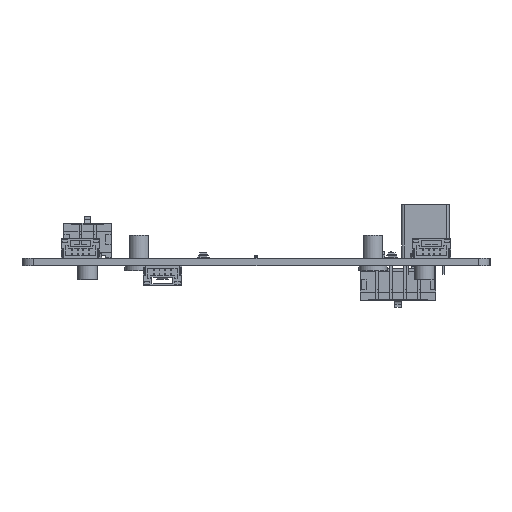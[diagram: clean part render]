
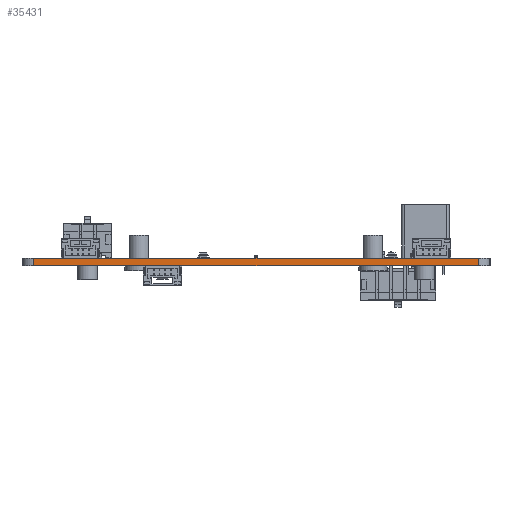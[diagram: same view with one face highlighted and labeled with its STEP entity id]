
A CAD part, left-side view. The second image highlights one B-rep face of the part: STEP entity #35431.
In plain terms, the highlighted planar face has unit normal (-1, 0, 0).
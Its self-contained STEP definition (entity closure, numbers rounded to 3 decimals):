
#30836 = VERTEX_POINT('',#30837);
#30837 = CARTESIAN_POINT('',(-90.,47.5,0.));
#30844 = EDGE_CURVE('',#30845,#30836,#30847,.T.);
#30845 = VERTEX_POINT('',#30846);
#30846 = CARTESIAN_POINT('',(-90.,-47.5,0.));
#30847 = LINE('',#30848,#30849);
#30848 = CARTESIAN_POINT('',(-90.,-47.5,0.));
#30849 = VECTOR('',#30850,1.);
#30850 = DIRECTION('',(0.,1.,0.));
#33120 = VERTEX_POINT('',#33121);
#33121 = CARTESIAN_POINT('',(-90.,47.5,1.51));
#33128 = EDGE_CURVE('',#33129,#33120,#33131,.T.);
#33129 = VERTEX_POINT('',#33130);
#33130 = CARTESIAN_POINT('',(-90.,-47.5,1.51));
#33131 = LINE('',#33132,#33133);
#33132 = CARTESIAN_POINT('',(-90.,-47.5,1.51));
#33133 = VECTOR('',#33134,1.);
#33134 = DIRECTION('',(0.,1.,0.));
#35401 = EDGE_CURVE('',#30836,#33120,#35402,.T.);
#35402 = LINE('',#35403,#35404);
#35403 = CARTESIAN_POINT('',(-90.,47.5,0.));
#35404 = VECTOR('',#35405,1.);
#35405 = DIRECTION('',(0.,0.,1.));
#35431 = ADVANCED_FACE('',(#35432),#35443,.T.);
#35432 = FACE_BOUND('',#35433,.T.);
#35433 = EDGE_LOOP('',(#35434,#35440,#35441,#35442));
#35434 = ORIENTED_EDGE('',*,*,#35435,.T.);
#35435 = EDGE_CURVE('',#30845,#33129,#35436,.T.);
#35436 = LINE('',#35437,#35438);
#35437 = CARTESIAN_POINT('',(-90.,-47.5,0.));
#35438 = VECTOR('',#35439,1.);
#35439 = DIRECTION('',(0.,0.,1.));
#35440 = ORIENTED_EDGE('',*,*,#33128,.T.);
#35441 = ORIENTED_EDGE('',*,*,#35401,.F.);
#35442 = ORIENTED_EDGE('',*,*,#30844,.F.);
#35443 = PLANE('',#35444);
#35444 = AXIS2_PLACEMENT_3D('',#35445,#35446,#35447);
#35445 = CARTESIAN_POINT('',(-90.,-47.5,0.));
#35446 = DIRECTION('',(-1.,0.,0.));
#35447 = DIRECTION('',(0.,1.,0.));
